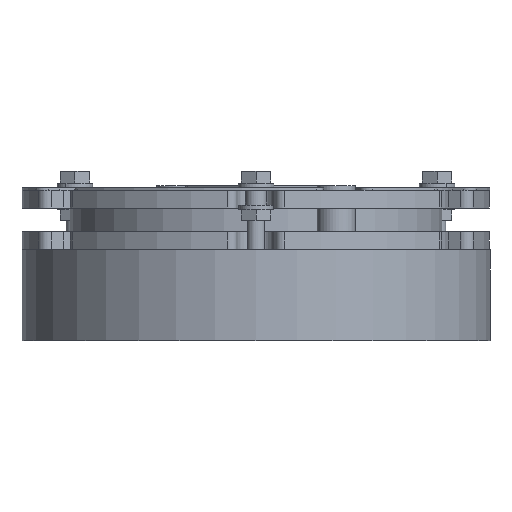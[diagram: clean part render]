
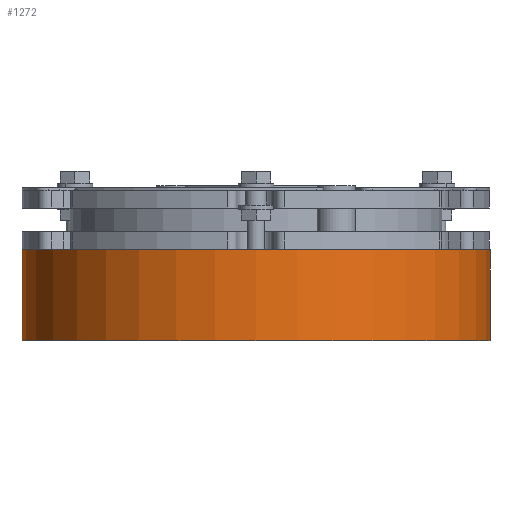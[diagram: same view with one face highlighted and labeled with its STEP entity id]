
A CAD part, front view. The second image highlights one B-rep face of the part: STEP entity #1272.
In plain terms, the highlighted cylindrical face has radius 80 mm (diameter 160 mm), a partial arc.
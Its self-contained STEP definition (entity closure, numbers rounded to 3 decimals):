
#545 = DIRECTION ( 'NONE',  ( -1., 0., 0. ) ) ;
#611 = DIRECTION ( 'NONE',  ( -1., 0., 0. ) ) ;
#701 = CARTESIAN_POINT ( 'NONE',  ( -80., 0., 0. ) ) ;
#722 = DIRECTION ( 'NONE',  ( 0., 0., -1. ) ) ;
#1272 = ADVANCED_FACE ( 'NONE', ( #8143 ), #6132, .T. ) ;
#1277 = AXIS2_PLACEMENT_3D ( 'NONE', #7936, #1833, #545 ) ;
#1502 = AXIS2_PLACEMENT_3D ( 'NONE', #8673, #4643, #611 ) ;
#1507 = VERTEX_POINT ( 'NONE', #7054 ) ;
#1601 = VERTEX_POINT ( 'NONE', #6997 ) ;
#1833 = DIRECTION ( 'NONE',  ( 0., 0., -1. ) ) ;
#2382 = EDGE_LOOP ( 'NONE', ( #4241, #6797, #7704, #7762 ) ) ;
#2689 = EDGE_CURVE ( 'NONE', #1507, #4730, #6448, .T. ) ;
#2934 = VERTEX_POINT ( 'NONE', #4655 ) ;
#3524 = EDGE_CURVE ( 'NONE', #1507, #1601, #4965, .T. ) ;
#4020 = EDGE_CURVE ( 'NONE', #4730, #2934, #7277, .T. ) ;
#4071 = DIRECTION ( 'NONE',  ( 0., 0., -1. ) ) ;
#4241 = ORIENTED_EDGE ( 'NONE', *, *, #2689, .F. ) ;
#4643 = DIRECTION ( 'NONE',  ( 0., 0., -1. ) ) ;
#4646 = VECTOR ( 'NONE', #722, 1000. ) ;
#4655 = CARTESIAN_POINT ( 'NONE',  ( -80., 0., 0. ) ) ;
#4730 = VERTEX_POINT ( 'NONE', #4944 ) ;
#4750 = CARTESIAN_POINT ( 'NONE',  ( 80., 0., 0. ) ) ;
#4943 = LINE ( 'NONE', #701, #5876 ) ;
#4944 = CARTESIAN_POINT ( 'NONE',  ( 80., 0., 0. ) ) ;
#4965 = CIRCLE ( 'NONE', #1502, 80. ) ;
#5876 = VECTOR ( 'NONE', #4071, 1000. ) ;
#6047 = DIRECTION ( 'NONE',  ( 0., 0., -1. ) ) ;
#6132 = CYLINDRICAL_SURFACE ( 'NONE', #6922, 80. ) ;
#6448 = LINE ( 'NONE', #4750, #4646 ) ;
#6754 = DIRECTION ( 'NONE',  ( -1., 0., 0. ) ) ;
#6797 = ORIENTED_EDGE ( 'NONE', *, *, #3524, .T. ) ;
#6922 = AXIS2_PLACEMENT_3D ( 'NONE', #7450, #6047, #6754 ) ;
#6997 = CARTESIAN_POINT ( 'NONE',  ( -80., 0., 31. ) ) ;
#7054 = CARTESIAN_POINT ( 'NONE',  ( 80., 0., 31. ) ) ;
#7277 = CIRCLE ( 'NONE', #1277, 80. ) ;
#7450 = CARTESIAN_POINT ( 'NONE',  ( 0., 0., 0. ) ) ;
#7704 = ORIENTED_EDGE ( 'NONE', *, *, #8093, .T. ) ;
#7762 = ORIENTED_EDGE ( 'NONE', *, *, #4020, .F. ) ;
#7936 = CARTESIAN_POINT ( 'NONE',  ( 0., 0., 0. ) ) ;
#8093 = EDGE_CURVE ( 'NONE', #1601, #2934, #4943, .T. ) ;
#8143 = FACE_OUTER_BOUND ( 'NONE', #2382, .T. ) ;
#8673 = CARTESIAN_POINT ( 'NONE',  ( 0., 0., 31. ) ) ;
